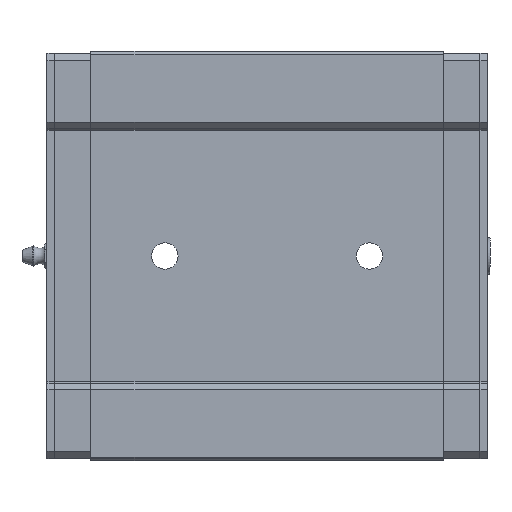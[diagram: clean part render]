
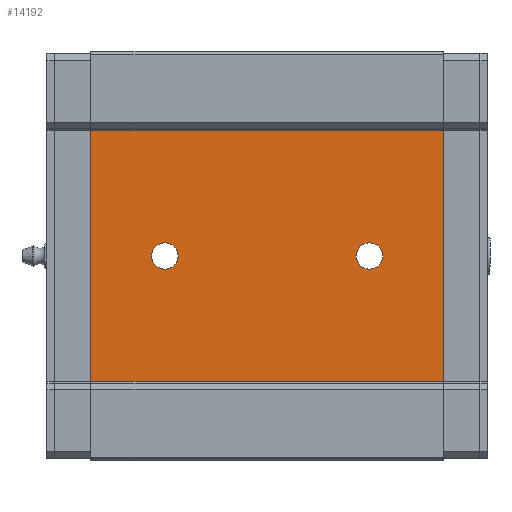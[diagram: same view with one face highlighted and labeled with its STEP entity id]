
A CAD part, front view. The second image highlights one B-rep face of the part: STEP entity #14192.
In plain terms, the highlighted planar face has unit normal (0, -1, 0).
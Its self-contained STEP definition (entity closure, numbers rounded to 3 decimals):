
#410=FACE_BOUND('',#1616,.T.);
#411=FACE_BOUND('',#1617,.T.);
#807=FACE_OUTER_BOUND('',#1615,.T.);
#1615=EDGE_LOOP('',(#11089,#11090,#11091,#11092));
#1616=EDGE_LOOP('',(#11093));
#1617=EDGE_LOOP('',(#11094));
#2324=CIRCLE('',#15356,4.188);
#2325=CIRCLE('',#15357,4.188);
#3306=LINE('',#22190,#4841);
#3350=LINE('',#22309,#4885);
#3351=LINE('',#22312,#4886);
#3352=LINE('',#22313,#4887);
#4841=VECTOR('',#17962,10.);
#4885=VECTOR('',#18066,135.);
#4886=VECTOR('',#18069,10.);
#4887=VECTOR('',#18070,135.);
#6286=VERTEX_POINT('',#22187);
#6287=VERTEX_POINT('',#22189);
#6332=VERTEX_POINT('',#22307);
#6333=VERTEX_POINT('',#22311);
#6334=VERTEX_POINT('',#22314);
#6335=VERTEX_POINT('',#22316);
#7976=EDGE_CURVE('',#6286,#6287,#3306,.T.);
#8036=EDGE_CURVE('',#6286,#6332,#3350,.T.);
#8037=EDGE_CURVE('',#6333,#6332,#3351,.T.);
#8038=EDGE_CURVE('',#6287,#6333,#3352,.T.);
#8039=EDGE_CURVE('',#6334,#6334,#2324,.T.);
#8040=EDGE_CURVE('',#6335,#6335,#2325,.T.);
#11089=ORIENTED_EDGE('',*,*,#7976,.F.);
#11090=ORIENTED_EDGE('',*,*,#8036,.T.);
#11091=ORIENTED_EDGE('',*,*,#8037,.F.);
#11092=ORIENTED_EDGE('',*,*,#8038,.F.);
#11093=ORIENTED_EDGE('',*,*,#8039,.T.);
#11094=ORIENTED_EDGE('',*,*,#8040,.T.);
#13561=PLANE('',#15355);
#14192=ADVANCED_FACE('',(#807,#410,#411),#13561,.F.);
#15355=AXIS2_PLACEMENT_3D('',#22310,#18067,#18068);
#15356=AXIS2_PLACEMENT_3D('',#22315,#18071,#18072);
#15357=AXIS2_PLACEMENT_3D('',#22317,#18073,#18074);
#17962=DIRECTION('',(1.,0.,0.));
#18066=DIRECTION('',(0.,0.,-1.));
#18067=DIRECTION('center_axis',(0.,1.,0.));
#18068=DIRECTION('ref_axis',(1.,0.,0.));
#18069=DIRECTION('',(-1.,0.,0.));
#18070=DIRECTION('',(0.,0.,-1.));
#18071=DIRECTION('center_axis',(0.,1.,0.));
#18072=DIRECTION('ref_axis',(1.,0.,0.));
#18073=DIRECTION('center_axis',(0.,1.,0.));
#18074=DIRECTION('ref_axis',(1.,0.,0.));
#22187=CARTESIAN_POINT('',(216.364,108.8,-56.008));
#22189=CARTESIAN_POINT('',(300.636,108.8,-56.008));
#22190=CARTESIAN_POINT('',(108.182,108.8,-56.008));
#22307=CARTESIAN_POINT('',(216.364,108.8,-168.008));
#22309=CARTESIAN_POINT('',(216.364,108.8,-42.008));
#22310=CARTESIAN_POINT('Origin',(216.364,108.8,-42.008));
#22311=CARTESIAN_POINT('',(300.636,108.8,-168.008));
#22312=CARTESIAN_POINT('',(108.182,108.8,-168.008));
#22313=CARTESIAN_POINT('',(300.636,108.8,-42.008));
#22314=CARTESIAN_POINT('',(254.312,108.8,-79.508));
#22315=CARTESIAN_POINT('Origin',(258.5,108.8,-79.508));
#22316=CARTESIAN_POINT('',(254.312,108.8,-144.508));
#22317=CARTESIAN_POINT('Origin',(258.5,108.8,-144.508));
